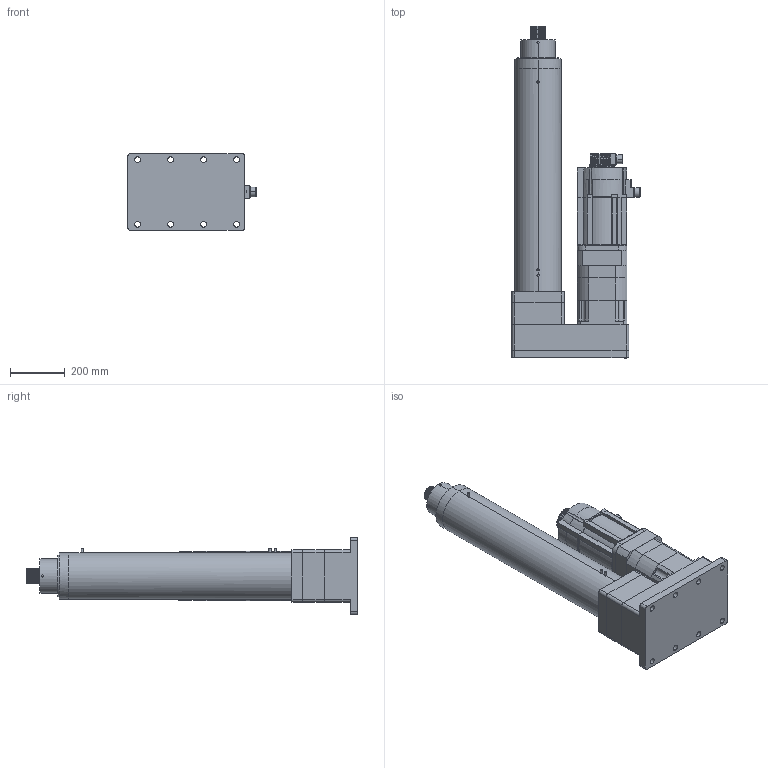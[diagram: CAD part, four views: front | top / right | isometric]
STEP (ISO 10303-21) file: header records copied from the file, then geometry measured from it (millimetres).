
FILE_DESCRIPTION (( 'STEP AP203' ), '1' );
FILE_NAME ('RLA170-20HB-140KN-R500-33.3mm-s.STEP', '2025-02-07T00:03:49', ( '微软用户' ), ( '微软中国' ), 'SwSTEP 2.0', 'SolidWorks 2022', '' );
FILE_SCHEMA (( 'CONFIG_CONTROL_DESIGN' ));
Length unit declared in the file: millimetre
Products named in the file (4): 170缸行程500折叠底板安装; PGH180(新款两级)35-114.3-200-M12; MS1H3-55C15CD-U(A)334Z; RLA170-20HB-140KN-R500-33.3mm-s
Assembly tree (3 placements, depth 2):
  RLA170-20HB-140KN-R500-33.3mm-s
    170缸行程500折叠底板安装
    MS1H3-55C15CD-U(A)334Z
    PGH180(新款两级)35-114.3-200-M12
Bounding box: 466 x 1207 x 280 mm (x, y, z)
Volume: 28576564.2 mm3; surface area: 2543359.1 mm2
Topology: 6 solids, 34 shells, 1448 faces, 3923 edges, 2412 vertices
Faces by surface type: bspline 1050, cylinder 239, plane 131, cone 26, torus 2
Entity records: 64681 total; most frequent: CARTESIAN_POINT 39286, ORIENTED_EDGE 7124, EDGE_CURVE 3820, VERTEX_POINT 2420, DIRECTION 2151, B_SPLINE_CURVE_WITH_KNOTS 1783, EDGE_LOOP 1656, FACE_OUTER_BOUND 1450
